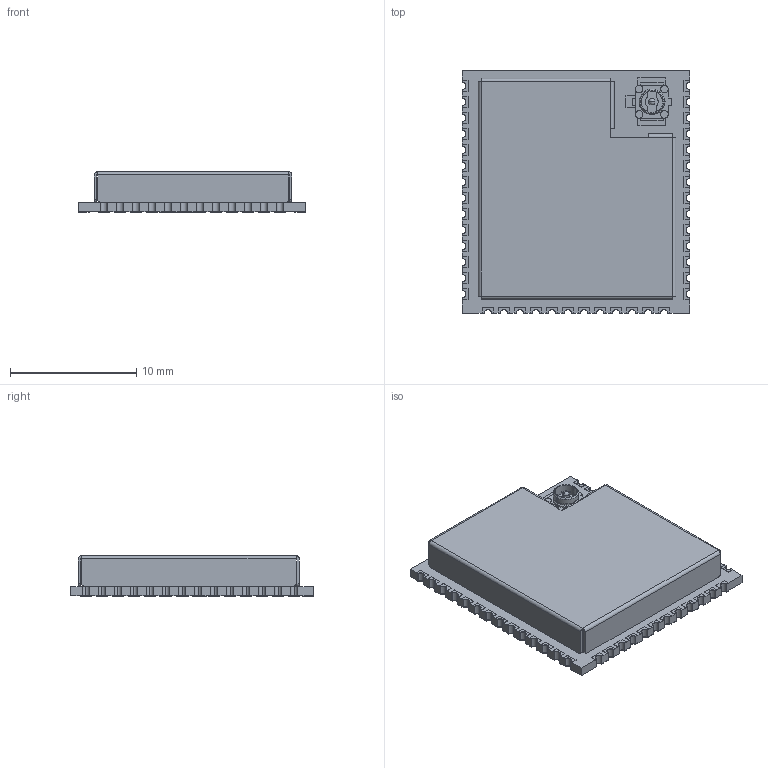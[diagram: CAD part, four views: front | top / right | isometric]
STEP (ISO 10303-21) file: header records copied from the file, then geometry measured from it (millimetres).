
FILE_DESCRIPTION (( 'STEP AP214' ), '1' );
FILE_NAME ('ESP32-S2-SOLO-U_20211119.STEP', '2021-11-19T05:27:04', ( '' ), ( '' ), 'SwSTEP 2.0', 'SolidWorks', '' );
FILE_SCHEMA (( 'AUTOMOTIVE_DESIGN' ));
Length unit declared in the file: millimetre
Products named in the file (200): 20279-001E-01C RECEPTACLE R9 STEP ALL.STEP^Submodel-IPEX_3P_part_DesignRootModel_PCB_ESP32-S2-SOLO-U_V1_ESP32-S2-SOLO-U_V1; uid__1-493^DesignRootModel_PCB_ESP32-S2-SOLO-U_V1_ESP32-S2-SOLO-U_V1; uid__1-544^DesignRootModel_PCB_ESP32-S2-SOLO-U_V1_ESP32-S2-SOLO-U_V1; C0201_20210301.STEP^Submodel-C0201_part_DesignRootModel_PCB_ESP32-S2-SOLO-U_V1_ESP32-S2-SOLO-U_V1; Submodel-SOP8_1P27_6P6_part^DesignRootModel_PCB_ESP32-S2-SOLO-U_V1_ESP32-S2-SOLO-U_V1; uid__1-519^DesignRootModel_PCB_ESP32-S2-SOLO-U_V1_ESP32-S2-SOLO-U_V1; uid__1-386^DesignRootModel_PCB_ESP32-S2-SOLO-U_V1_ESP32-S2-SOLO-U_V1; uid__1-467^DesignRootModel_PCB_ESP32-S2-SOLO-U_V1_ESP32-S2-SOLO-U_V1; R0201_20210301.STEP^Submodel-R0201_part_DesignRootModel_PCB_ESP32-S2-SOLO-U_V1_ESP32-S2-SOLO-U_V1; uid__1-284^DesignRootModel_PCB_ESP32-S2-SOLO-U_V1_ESP32-S2-SOLO-U_V1; Submodel-C0201_part^DesignRootModel_PCB_ESP32-S2-SOLO-U_V1_ESP32-S2-SOLO-U_V1; uid__1-421^DesignRootModel_PCB_ESP32-S2-SOLO-U_V1_ESP32-S2-SOLO-U_V1; uid__1-521^DesignRootModel_PCB_ESP32-S2-SOLO-U_V1_ESP32-S2-SOLO-U_V1; uid__1-453^DesignRootModel_PCB_ESP32-S2-SOLO-U_V1_ESP32-S2-SOLO-U_V1; uid__1-312^DesignRootModel_PCB_ESP32-S2-SOLO-U_V1_ESP32-S2-SOLO-U_V1; uid__1-415^DesignRootModel_PCB_ESP32-S2-SOLO-U_V1_ESP32-S2-SOLO-U_V1; DesignRootModel^PCB_ESP32-S2-SOLO-U_V1_ESP32-S2-SOLO-U_V1; uid__1-503^DesignRootModel_PCB_ESP32-S2-SOLO-U_V1_ESP32-S2-SOLO-U_V1; uid__1-502^DesignRootModel_PCB_ESP32-S2-SOLO-U_V1_ESP32-S2-SOLO-U_V1; uid__1-539^DesignRootModel_PCB_ESP32-S2-SOLO-U_V1_ESP32-S2-SOLO-U_V1; Submodel-IPEX_3P_part^DesignRootModel_PCB_ESP32-S2-SOLO-U_V1_ESP32-S2-SOLO-U_V1; ESP32-S2_20210301.STEP^ESP32-S2_20210301.STEP_Submodel-QFN56_0P4_7_part_DesignRootModel_PCB_ESP32-S2-SOLO-U_V1_ESP32-S2-SOLO-U_V1; uid__1-447^DesignRootModel_PCB_ESP32-S2-SOLO-U_V1_ESP32-S2-SOLO-U_V1; uid__1-314^DesignRootModel_PCB_ESP32-S2-SOLO-U_V1_ESP32-S2-SOLO-U_V1; uid__1-406^DesignRootModel_PCB_ESP32-S2-SOLO-U_V1_ESP32-S2-SOLO-U_V1; uid__1-494^DesignRootModel_PCB_ESP32-S2-SOLO-U_V1_ESP32-S2-SOLO-U_V1; uid__1-515^DesignRootModel_PCB_ESP32-S2-SOLO-U_V1_ESP32-S2-SOLO-U_V1; uid__1-282^DesignRootModel_PCB_ESP32-S2-SOLO-U_V1_ESP32-S2-SOLO-U_V1; uid__1-427^DesignRootModel_PCB_ESP32-S2-SOLO-U_V1_ESP32-S2-SOLO-U_V1; uid__1-537^DesignRootModel_PCB_ESP32-S2-SOLO-U_V1_ESP32-S2-SOLO-U_V1; L0201_20210301.STEP^L0201_20210301.STEP_Submodel-L0201_part_DesignRootModel_PCB_ESP32-S2-SOLO-U_V1_ESP32-S2-SOLO-U_V1; uid__1-452^DesignRootModel_PCB_ESP32-S2-SOLO-U_V1_ESP32-S2-SOLO-U_V1; uid__1-364^DesignRootModel_PCB_ESP32-S2-SOLO-U_V1_ESP32-S2-SOLO-U_V1; uid__1-513^DesignRootModel_PCB_ESP32-S2-SOLO-U_V1_ESP32-S2-SOLO-U_V1; uid__1-506^DesignRootModel_PCB_ESP32-S2-SOLO-U_V1_ESP32-S2-SOLO-U_V1; uid__2363^DesignRootModel_PCB_ESP32-S2-SOLO-U_V1_ESP32-S2-SOLO-U_V1; Submodel-L0201_part^DesignRootModel_PCB_ESP32-S2-SOLO-U_V1_ESP32-S2-SOLO-U_V1; uid__1-264^DesignRootModel_PCB_ESP32-S2-SOLO-U_V1_ESP32-S2-SOLO-U_V1; Submodel-R0201_part^DesignRootModel_PCB_ESP32-S2-SOLO-U_V1_ESP32-S2-SOLO-U_V1; SOIC8_208_20210301.STEP^Submodel-SOP8_1P27_6P6_part_DesignRootModel_PCB_ESP32-S2-SOLO-U_V1_ESP32-S2-SOLO-U_V1 ...
Assembly tree (257 placements, depth 6):
  ESP32-S2-SOLO-U_20211119
    PCB_ESP32-S2-SOLO-U_V1^ESP32-S2-SOLO-U_V1
      DesignRootModel^PCB_ESP32-S2-SOLO-U_V1_ESP32-S2-SOLO-U_V1
        Submodel-SOP8_1P27_6P6_part^DesignRootModel_PCB_ESP32-S2-SOLO-U_V1_ESP32-S2-SOLO-U_V1
          SOIC8_208_20210301.STEP^Submodel-SOP8_1P27_6P6_part_DesignRootModel_PCB_ESP32-S2-SOLO-U_V1_ESP32-S2-SOLO-U_V1
            SOIC8_208_20210301.STEP^SOIC8_208_20210301.STEP_Submodel-SOP8_1P27_6P6_part_DesignRootModel_PCB_ESP32-S2-SOLO-U_V1_ESP32-S2-SOLO-U_V1
        Submodel-IPEX_3P_part^DesignRootModel_PCB_ESP32-S2-SOLO-U_V1_ESP32-S2-SOLO-U_V1
          20279-001E-01C RECEPTACLE R9 STEP ALL.STEP^Submodel-IPEX_3P_part_DesignRootModel_PCB_ESP32-S2-SOLO-U_V1_ESP32-S2-SOLO-U_V1
            20279-001E-01C RECEPTACLE R9 STEP ALL.STEP^20279-001E-01C RECEPTACLE R9 STEP ALL.STEP_Submodel-IPEX_3P_part_DesignRootModel_PCB_ESP32-S2-SOLO-U_V1_ESP32-S2-SOLO-U_V1
        Submodel-XTAL3225_part^DesignRootModel_PCB_ESP32-S2-SOLO-U_V1_ESP32-S2-SOLO-U_V1
          XTAL3225_20210301.STEP^Submodel-XTAL3225_part_DesignRootModel_PCB_ESP32-S2-SOLO-U_V1_ESP32-S2-SOLO-U_V1
            XTAL3225_20210301.STEP^XTAL3225_20210301.STEP_Submodel-XTAL3225_part_DesignRootModel_PCB_ESP32-S2-SOLO-U_V1_ESP32-S2-SOLO-U_V1
        Submodel-QFN56_0P4_7_part^DesignRootModel_PCB_ESP32-S2-SOLO-U_V1_ESP32-S2-SOLO-U_V1
          ESP32-S2_20210301.STEP^Submodel-QFN56_0P4_7_part_DesignRootModel_PCB_ESP32-S2-SOLO-U_V1_ESP32-S2-SOLO-U_V1
            ESP32-S2_20210301.STEP^ESP32-S2_20210301.STEP_Submodel-QFN56_0P4_7_part_DesignRootModel_PCB_ESP32-S2-SOLO-U_V1_ESP32-S2-SOLO-U_V1
        Submodel-SOD882_part^DesignRootModel_PCB_ESP32-S2-SOLO-U_V1_ESP32-S2-SOLO-U_V1
          DFN1006.STEP^Submodel-SOD882_part_DesignRootModel_PCB_ESP32-S2-SOLO-U_V1_ESP32-S2-SOLO-U_V1
            DFN1006.STEP^DFN1006.STEP_Submodel-SOD882_part_DesignRootModel_PCB_ESP32-S2-SOLO-U_V1_ESP32-S2-SOLO-U_V1
        Submodel-C0402_part^DesignRootModel_PCB_ESP32-S2-SOLO-U_V1_ESP32-S2-SOLO-U_V1
          C0402_20210301.STEP^Submodel-C0402_part_DesignRootModel_PCB_ESP32-S2-SOLO-U_V1_ESP32-S2-SOLO-U_V1
            C0402_20210301.STEP^C0402_20210301.STEP_Submodel-C0402_part_DesignRootModel_PCB_ESP32-S2-SOLO-U_V1_ESP32-S2-SOLO-U_V1
        Submodel-R0201_part^DesignRootModel_PCB_ESP32-S2-SOLO-U_V1_ESP32-S2-SOLO-U_V1
          R0201_20210301.STEP^Submodel-R0201_part_DesignRootModel_PCB_ESP32-S2-SOLO-U_V1_ESP32-S2-SOLO-U_V1
            R0201_20210301.STEP^R0201_20210301.STEP_Submodel-R0201_part_DesignRootModel_PCB_ESP32-S2-SOLO-U_V1_ESP32-S2-SOLO-U_V1
        Submodel-R0201_part^DesignRootModel_PCB_ESP32-S2-SOLO-U_V1_ESP32-S2-SOLO-U_V1
          R0201_20210301.STEP^Submodel-R0201_part_DesignRootModel_PCB_ESP32-S2-SOLO-U_V1_ESP32-S2-SOLO-U_V1
            R0201_20210301.STEP^R0201_20210301.STEP_Submodel-R0201_part_DesignRootModel_PCB_ESP32-S2-SOLO-U_V1_ESP32-S2-SOLO-U_V1
        Submodel-R0201_part^DesignRootModel_PCB_ESP32-S2-SOLO-U_V1_ESP32-S2-SOLO-U_V1
          R0201_20210301.STEP^Submodel-R0201_part_DesignRootModel_PCB_ESP32-S2-SOLO-U_V1_ESP32-S2-SOLO-U_V1
            R0201_20210301.STEP^R0201_20210301.STEP_Submodel-R0201_part_DesignRootModel_PCB_ESP32-S2-SOLO-U_V1_ESP32-S2-SOLO-U_V1
        Submodel-R0201_part^DesignRootModel_PCB_ESP32-S2-SOLO-U_V1_ESP32-S2-SOLO-U_V1
          R0201_20210301.STEP^Submodel-R0201_part_DesignRootModel_PCB_ESP32-S2-SOLO-U_V1_ESP32-S2-SOLO-U_V1
            R0201_20210301.STEP^R0201_20210301.STEP_Submodel-R0201_part_DesignRootModel_PCB_ESP32-S2-SOLO-U_V1_ESP32-S2-SOLO-U_V1
        Submodel-L0201_part^DesignRootModel_PCB_ESP32-S2-SOLO-U_V1_ESP32-S2-SOLO-U_V1
          L0201_20210301.STEP^Submodel-L0201_part_DesignRootModel_PCB_ESP32-S2-SOLO-U_V1_ESP32-S2-SOLO-U_V1
            L0201_20210301.STEP^L0201_20210301.STEP_Submodel-L0201_part_DesignRootModel_PCB_ESP32-S2-SOLO-U_V1_ESP32-S2-SOLO-U_V1
        Submodel-L0201_part^DesignRootModel_PCB_ESP32-S2-SOLO-U_V1_ESP32-S2-SOLO-U_V1
          L0201_20210301.STEP^Submodel-L0201_part_DesignRootModel_PCB_ESP32-S2-SOLO-U_V1_ESP32-S2-SOLO-U_V1
            L0201_20210301.STEP^L0201_20210301.STEP_Submodel-L0201_part_DesignRootModel_PCB_ESP32-S2-SOLO-U_V1_ESP32-S2-SOLO-U_V1
        Submodel-C0201_part^DesignRootModel_PCB_ESP32-S2-SOLO-U_V1_ESP32-S2-SOLO-U_V1
          C0201_20210301.STEP^Submodel-C0201_part_DesignRootModel_PCB_ESP32-S2-SOLO-U_V1_ESP32-S2-SOLO-U_V1
            C0201_20210301.STEP^C0201_20210301.STEP_Submodel-C0201_part_DesignRootModel_PCB_ESP32-S2-SOLO-U_V1_ESP32-S2-SOLO-U_V1
        Submodel-C0201_part^DesignRootModel_PCB_ESP32-S2-SOLO-U_V1_ESP32-S2-SOLO-U_V1
          C0201_20210301.STEP^Submodel-C0201_part_DesignRootModel_PCB_ESP32-S2-SOLO-U_V1_ESP32-S2-SOLO-U_V1
            C0201_20210301.STEP^C0201_20210301.STEP_Submodel-C0201_part_DesignRootModel_PCB_ESP32-S2-SOLO-U_V1_ESP32-S2-SOLO-U_V1
        Submodel-C0201_part^DesignRootModel_PCB_ESP32-S2-SOLO-U_V1_ESP32-S2-SOLO-U_V1
          C0201_20210301.STEP^Submodel-C0201_part_DesignRootModel_PCB_ESP32-S2-SOLO-U_V1_ESP32-S2-SOLO-U_V1
            C0201_20210301.STEP^C0201_20210301.STEP_Submodel-C0201_part_DesignRootModel_PCB_ESP32-S2-SOLO-U_V1_ESP32-S2-SOLO-U_V1
        Submodel-C0201_part^DesignRootModel_PCB_ESP32-S2-SOLO-U_V1_ESP32-S2-SOLO-U_V1
          C0201_20210301.STEP^Submodel-C0201_part_DesignRootModel_PCB_ESP32-S2-SOLO-U_V1_ESP32-S2-SOLO-U_V1
            C0201_20210301.STEP^C0201_20210301.STEP_Submodel-C0201_part_DesignRootModel_PCB_ESP32-S2-SOLO-U_V1_ESP32-S2-SOLO-U_V1
        Submodel-C0201_part^DesignRootModel_PCB_ESP32-S2-SOLO-U_V1_ESP32-S2-SOLO-U_V1
          C0201_20210301.STEP^Submodel-C0201_part_DesignRootModel_PCB_ESP32-S2-SOLO-U_V1_ESP32-S2-SOLO-U_V1
            C0201_20210301.STEP^C0201_20210301.STEP_Submodel-C0201_part_DesignRootModel_PCB_ESP32-S2-SOLO-U_V1_ESP32-S2-SOLO-U_V1
        Submodel-C0201_part^DesignRootModel_PCB_ESP32-S2-SOLO-U_V1_ESP32-S2-SOLO-U_V1
          C0201_20210301.STEP^Submodel-C0201_part_DesignRootModel_PCB_ESP32-S2-SOLO-U_V1_ESP32-S2-SOLO-U_V1
            C0201_20210301.STEP^C0201_20210301.STEP_Submodel-C0201_part_DesignRootModel_PCB_ESP32-S2-SOLO-U_V1_ESP32-S2-SOLO-U_V1
        Submodel-C0201_part^DesignRootModel_PCB_ESP32-S2-SOLO-U_V1_ESP32-S2-SOLO-U_V1
          C0201_20210301.STEP^Submodel-C0201_part_DesignRootModel_PCB_ESP32-S2-SOLO-U_V1_ESP32-S2-SOLO-U_V1
            C0201_20210301.STEP^C0201_20210301.STEP_Submodel-C0201_part_DesignRootModel_PCB_ESP32-S2-SOLO-U_V1_ESP32-S2-SOLO-U_V1
Bounding box: 18 x 19.2 x 3.2 mm (x, y, z)
Volume: 417.6 mm3; surface area: 2139.1 mm2
Topology: 229 solids, 232 shells, 3458 faces, 8512 edges, 5430 vertices
Faces by surface type: plane 2476, cylinder 773, sphere 146, bspline 52, torus 6, cone 5
Entity records: 74433 total; most frequent: CARTESIAN_POINT 15944, DIRECTION 10351, ORIENTED_EDGE 10311, EDGE_CURVE 5185, LINE 4099, VECTOR 4099, VERTEX_POINT 3429, AXIS2_PLACEMENT_3D 3126
